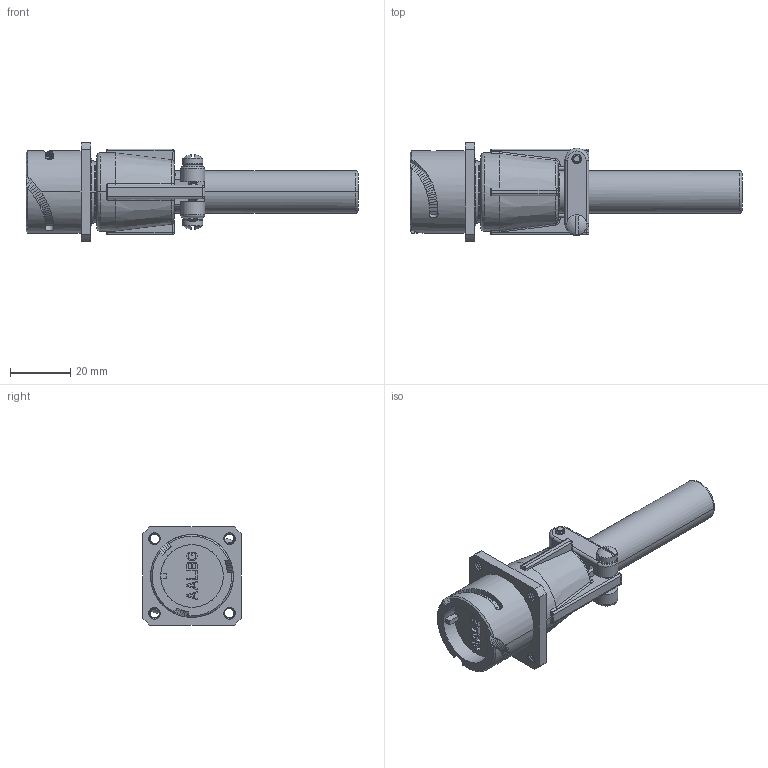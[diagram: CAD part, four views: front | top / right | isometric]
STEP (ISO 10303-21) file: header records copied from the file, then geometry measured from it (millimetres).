
FILE_DESCRIPTION((''),'2;1');
FILE_NAME('VG95234J-16S_SW0001','2023-03-06T14:40:25',('paultorloting'),('NET AG system integration'),'CREO PARAMETRIC BY PTC INC, 2021404','CREO PARAMETRIC BY PTC INC, 2021404','');
FILE_SCHEMA(('AUTOMOTIVE_DESIGN { 1 0 10303 214 1 1 1 1 }'));
Length unit declared in the file: millimetre
Products named in the file (1): VG95234J-16S_SW0001
Bounding box: 109.82 x 32.51 x 32.51 mm (x, y, z)
Volume: 30659.9 mm3; surface area: 15084.8 mm2
Topology: 1 solids, 1 shells, 957 faces, 2535 edges, 1601 vertices
Faces by surface type: plane 377, bspline 274, cylinder 218, cone 40, torus 40, sphere 8
Entity records: 55883 total; most frequent: CARTESIAN_POINT 29042, ORIENTED_EDGE 5062, DIRECTION 3502, EDGE_CURVE 2531, VERTEX_POINT 1599, VECTOR 1367, LINE 1367, AXIS2_PLACEMENT_3D 1066
